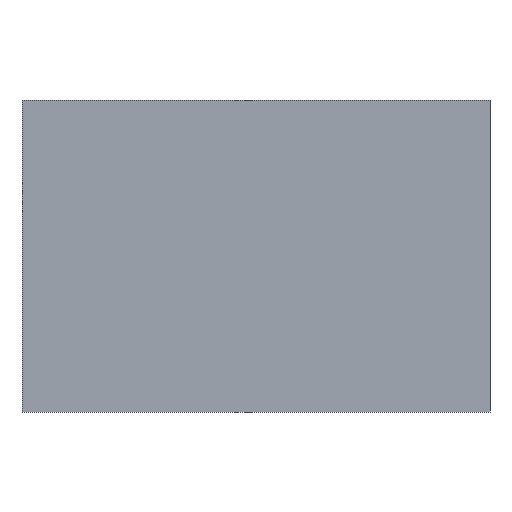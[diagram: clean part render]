
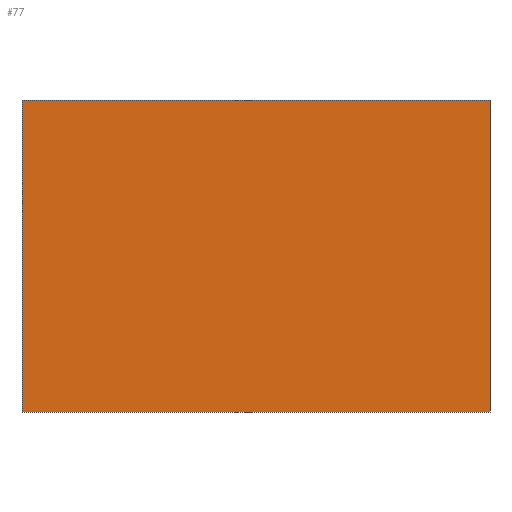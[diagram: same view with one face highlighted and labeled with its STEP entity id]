
A CAD part, left-side view. The second image highlights one B-rep face of the part: STEP entity #77.
In plain terms, the highlighted planar face has unit normal (-1, 0, 0).
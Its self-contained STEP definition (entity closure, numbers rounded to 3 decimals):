
#77 = ADVANCED_FACE( '', ( #94 ), #95, .F. );
#94 = FACE_OUTER_BOUND( '', #122, .T. );
#95 = PLANE( '', #123 );
#122 = EDGE_LOOP( '', ( #166, #167, #168, #169 ) );
#123 = AXIS2_PLACEMENT_3D( '', #170, #171, #172 );
#166 = ORIENTED_EDGE( '', *, *, #263, .T. );
#167 = ORIENTED_EDGE( '', *, *, #264, .F. );
#168 = ORIENTED_EDGE( '', *, *, #265, .F. );
#169 = ORIENTED_EDGE( '', *, *, #251, .T. );
#170 = CARTESIAN_POINT( '', ( -31.5, -75., 50. ) );
#171 = DIRECTION( '', ( 1., 0., 0. ) );
#172 = DIRECTION( '', ( 0., 0., -1. ) );
#251 = EDGE_CURVE( '', #286, #284, #287, .T. );
#263 = EDGE_CURVE( '', #284, #307, #309, .T. );
#264 = EDGE_CURVE( '', #310, #307, #311, .T. );
#265 = EDGE_CURVE( '', #286, #310, #312, .T. );
#284 = VERTEX_POINT( '', #339 );
#286 = VERTEX_POINT( '', #342 );
#287 = LINE( '', #343, #344 );
#307 = VERTEX_POINT( '', #371 );
#309 = LINE( '', #374, #375 );
#310 = VERTEX_POINT( '', #376 );
#311 = LINE( '', #377, #378 );
#312 = LINE( '', #379, #380 );
#339 = CARTESIAN_POINT( '', ( -31.5, 75., 50. ) );
#342 = CARTESIAN_POINT( '', ( -31.5, -75., 50. ) );
#343 = CARTESIAN_POINT( '', ( -31.5, -75., 50. ) );
#344 = VECTOR( '', #421, 1000. );
#371 = CARTESIAN_POINT( '', ( -31.5, 75., -50. ) );
#374 = CARTESIAN_POINT( '', ( -31.5, 75., 50. ) );
#375 = VECTOR( '', #439, 1000. );
#376 = CARTESIAN_POINT( '', ( -31.5, -75., -50. ) );
#377 = CARTESIAN_POINT( '', ( -31.5, -75., -50. ) );
#378 = VECTOR( '', #440, 1000. );
#379 = CARTESIAN_POINT( '', ( -31.5, -75., 50. ) );
#380 = VECTOR( '', #441, 1000. );
#421 = DIRECTION( '', ( 0., 1., 0. ) );
#439 = DIRECTION( '', ( 0., 0., -1. ) );
#440 = DIRECTION( '', ( 0., 1., 0. ) );
#441 = DIRECTION( '', ( 0., 0., -1. ) );
